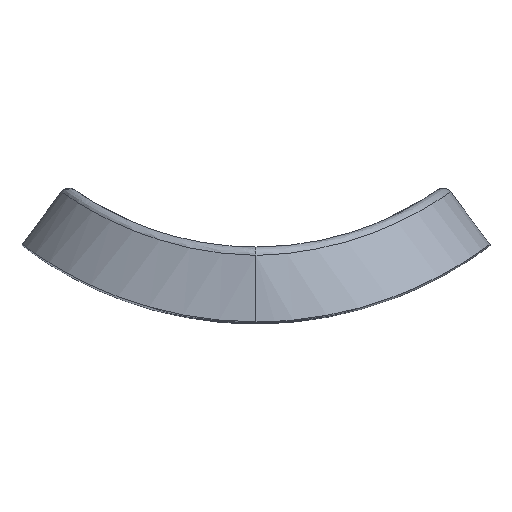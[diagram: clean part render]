
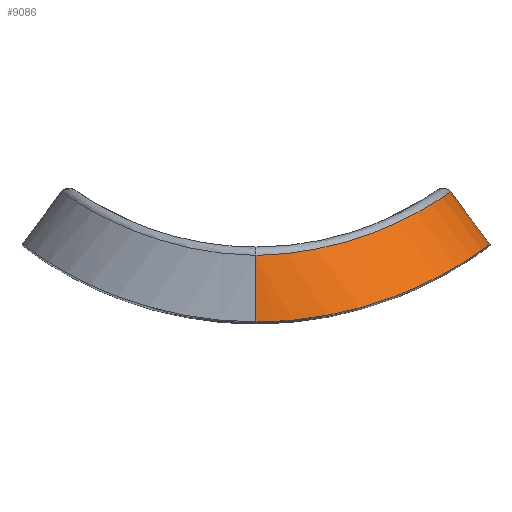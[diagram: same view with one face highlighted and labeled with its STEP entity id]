
A CAD part, top view. The second image highlights one B-rep face of the part: STEP entity #9086.
In plain terms, the highlighted cylindrical face has radius 12.5 mm (diameter 25 mm), a partial arc.
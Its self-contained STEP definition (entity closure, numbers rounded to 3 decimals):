
#104 = CARTESIAN_POINT ( 'NONE',  ( 1.866, 3.673, 30.946 ) ) ;
#118 = DIRECTION ( 'NONE',  ( 0.8, 0.6, 0. ) ) ;
#557 = CARTESIAN_POINT ( 'NONE',  ( 9.934, 6.652, 22.723 ) ) ;
#609 = CARTESIAN_POINT ( 'NONE',  ( 7.896, 5.476, 27.012 ) ) ;
#737 = CARTESIAN_POINT ( 'NONE',  ( 11.372, 3.371, 24.767 ) ) ;
#945 = VECTOR ( 'NONE', #7323, 1000. ) ;
#1175 = CARTESIAN_POINT ( 'NONE',  ( 0., 3.551, 31.317 ) ) ;
#1264 = CARTESIAN_POINT ( 'NONE',  ( 1.496, 3.633, 31.04 ) ) ;
#1281 = CARTESIAN_POINT ( 'NONE',  ( -10.004, 13.356, 19. ) ) ;
#1720 = CARTESIAN_POINT ( 'NONE',  ( 9.21, 6.191, 24.829 ) ) ;
#1745 = EDGE_CURVE ( 'NONE', #9822, #10054, #7247, .T. ) ;
#1747 = CARTESIAN_POINT ( 'NONE',  ( 8.526, 1.82, 28.684 ) ) ;
#1890 = CARTESIAN_POINT ( 'NONE',  ( 4.202, 0.424, 30.971 ) ) ;
#2970 = CARTESIAN_POINT ( 'NONE',  ( 7.563, 1.416, 29.43 ) ) ;
#3026 = CARTESIAN_POINT ( 'NONE',  ( 12.22, 3.956, 21.958 ) ) ;
#3380 = CARTESIAN_POINT ( 'NONE',  ( 5.572, 4.505, 29.272 ) ) ;
#3978 = CARTESIAN_POINT ( 'NONE',  ( 12.5, 4.163, 19. ) ) ;
#4174 = CARTESIAN_POINT ( 'NONE',  ( 12.133, 3.893, 22.371 ) ) ;
#4399 = CARTESIAN_POINT ( 'NONE',  ( 0., 0., 31.5 ) ) ;
#4552 = ORIENTED_EDGE ( 'NONE', *, *, #1745, .F. ) ;
#4730 = CARTESIAN_POINT ( 'NONE',  ( 10.397, 6.97, 19. ) ) ;
#4749 = CARTESIAN_POINT ( 'NONE',  ( 0.753, 3.575, 31.199 ) ) ;
#5051 = CARTESIAN_POINT ( 'NONE',  ( 10.341, 6.929, 20.516 ) ) ;
#5105 = CARTESIAN_POINT ( 'NONE',  ( 12.5, 4.163, 19. ) ) ;
#5132 = CARTESIAN_POINT ( 'NONE',  ( 0.861, 0., 31.5 ) ) ;
#5206 = CARTESIAN_POINT ( 'NONE',  ( 0., 3.551, 31.317 ) ) ;
#5225 = CARTESIAN_POINT ( 'NONE',  ( 11.796, 3.657, 23.593 ) ) ;
#6215 = CARTESIAN_POINT ( 'NONE',  ( 9.834, 6.586, 23.087 ) ) ;
#6262 = CARTESIAN_POINT ( 'NONE',  ( 10.397, 6.97, 19.764 ) ) ;
#6297 = CARTESIAN_POINT ( 'NONE',  ( 8.824, 1.956, 28.413 ) ) ;
#6322 = CARTESIAN_POINT ( 'NONE',  ( 10.173, 6.813, 21.626 ) ) ;
#6357 = CARTESIAN_POINT ( 'NONE',  ( 12.43, 4.109, 20.709 ) ) ;
#6515 = CARTESIAN_POINT ( 'NONE',  ( 10.383, 2.767, 26.553 ) ) ;
#6901 = EDGE_CURVE ( 'NONE', #14524, #14056, #10557, .T. ) ;
#6976 = ORIENTED_EDGE ( 'NONE', *, *, #7824, .F. ) ;
#7033 = CARTESIAN_POINT ( 'NONE',  ( 2.949, 3.824, 30.621 ) ) ;
#7247 =( BOUNDED_CURVE ( )  B_SPLINE_CURVE ( 3, ( #10500, #9354, #8140, #1175 ),
 .UNSPECIFIED., .F., .F. ) 
 B_SPLINE_CURVE_WITH_KNOTS ( ( 4, 4 ),
 ( 4.712, 4.884 ),
 .UNSPECIFIED. ) 
 CURVE ( )  GEOMETRIC_REPRESENTATION_ITEM ( )  RATIONAL_B_SPLINE_CURVE ( ( 1., 0.998, 0.998, 1. ) ) 
 REPRESENTATION_ITEM ( '' )  );
#7323 = DIRECTION ( 'NONE',  ( 0.6, -0.8, 0. ) ) ;
#7406 = CARTESIAN_POINT ( 'NONE',  ( 8.113, 5.586, 26.715 ) ) ;
#7410 = EDGE_LOOP ( 'NONE', ( #11497, #14816, #4552, #6976 ) ) ;
#7564 = CARTESIAN_POINT ( 'NONE',  ( 8.7, 5.9, 25.793 ) ) ;
#7824 = EDGE_CURVE ( 'NONE', #14056, #9822, #10087, .T. ) ;
#7969 = CARTESIAN_POINT ( 'NONE',  ( 6.7, 4.926, 28.362 ) ) ;
#8129 = EDGE_CURVE ( 'NONE', #14524, #10054, #14528, .T. ) ;
#8140 = CARTESIAN_POINT ( 'NONE',  ( 0., 2.378, 31.439 ) ) ;
#8488 = CARTESIAN_POINT ( 'NONE',  ( 8.515, 5.797, 26.106 ) ) ;
#8525 = CARTESIAN_POINT ( 'NONE',  ( 0., 3.551, 31.317 ) ) ;
#8700 = CARTESIAN_POINT ( 'NONE',  ( 9.493, 6.366, 24.152 ) ) ;
#8791 = CARTESIAN_POINT ( 'NONE',  ( 11.921, 3.743, 23.189 ) ) ;
#8888 = CARTESIAN_POINT ( 'NONE',  ( 4.606, 0.511, 30.852 ) ) ;
#9086 = ADVANCED_FACE ( 'NONE', ( #11644 ), #9846, .T. ) ;
#9354 = CARTESIAN_POINT ( 'NONE',  ( 0., 1.191, 31.5 ) ) ;
#9820 = CARTESIAN_POINT ( 'NONE',  ( 7.897, 1.55, 29.192 ) ) ;
#9822 = VERTEX_POINT ( 'NONE', #4399 ) ;
#9846 = CYLINDRICAL_SURFACE ( 'NONE', #14477, 12.5 ) ;
#9875 = CARTESIAN_POINT ( 'NONE',  ( 12.5, 4.163, 19.862 ) ) ;
#9929 = CARTESIAN_POINT ( 'NONE',  ( 11.022, 3.145, 25.507 ) ) ;
#10033 = CARTESIAN_POINT ( 'NONE',  ( 10.149, 2.635, 26.893 ) ) ;
#10054 = VERTEX_POINT ( 'NONE', #5206 ) ;
#10087 = B_SPLINE_CURVE_WITH_KNOTS ( 'NONE', 3,
 ( #3978, #9875, #6357, #3026, #4174, #8791, #5225, #737, #9929, #6515, #10033, #14568, #12281, #6297, #1747, #9820, #2970, #13445, #11089, #8888, #1890, #10933, #14462, #12084, #5132, #13241 ),
 .UNSPECIFIED., .F., .F.,
 ( 4, 2, 2, 2, 2, 2, 2, 2, 2, 2, 2, 2, 4 ),
 ( 0., 0.003, 0.004, 0.005, 0.008, 0.009, 0.01, 0.011, 0.013, 0.015, 0.017, 0.018, 0.02 ),
 .UNSPECIFIED. ) ;
#10500 = CARTESIAN_POINT ( 'NONE',  ( 0., 0., 31.5 ) ) ;
#10557 = LINE ( 'NONE', #10759, #945 ) ;
#10759 = CARTESIAN_POINT ( 'NONE',  ( 12.5, 4.163, 19. ) ) ;
#10933 = CARTESIAN_POINT ( 'NONE',  ( 3.38, 0.271, 31.173 ) ) ;
#11089 = CARTESIAN_POINT ( 'NONE',  ( 5.781, 0.801, 30.437 ) ) ;
#11495 = CARTESIAN_POINT ( 'NONE',  ( 4.947, 4.303, 29.677 ) ) ;
#11497 = ORIENTED_EDGE ( 'NONE', *, *, #6901, .F. ) ;
#11644 = FACE_OUTER_BOUND ( 'NONE', #7410, .T. ) ;
#11650 = CARTESIAN_POINT ( 'NONE',  ( 3.638, 3.964, 30.349 ) ) ;
#11750 = DIRECTION ( 'NONE',  ( 0.6, -0.8, 0. ) ) ;
#12084 = CARTESIAN_POINT ( 'NONE',  ( 1.711, 0.053, 31.443 ) ) ;
#12160 = CARTESIAN_POINT ( 'NONE',  ( 10.397, 6.97, 19. ) ) ;
#12281 = CARTESIAN_POINT ( 'NONE',  ( 9.386, 2.229, 27.839 ) ) ;
#13241 = CARTESIAN_POINT ( 'NONE',  ( 0., 0., 31.5 ) ) ;
#13445 = CARTESIAN_POINT ( 'NONE',  ( 6.52, 1.032, 30.085 ) ) ;
#13464 = CARTESIAN_POINT ( 'NONE',  ( 7.209, 5.147, 27.854 ) ) ;
#14056 = VERTEX_POINT ( 'NONE', #5105 ) ;
#14123 = CARTESIAN_POINT ( 'NONE',  ( 0.378, 3.557, 31.264 ) ) ;
#14462 = CARTESIAN_POINT ( 'NONE',  ( 2.965, 0.208, 31.254 ) ) ;
#14477 = AXIS2_PLACEMENT_3D ( 'NONE', #1281, #11750, #118 ) ;
#14485 = CARTESIAN_POINT ( 'NONE',  ( 10.103, 6.765, 21.994 ) ) ;
#14524 = VERTEX_POINT ( 'NONE', #4730 ) ;
#14528 = B_SPLINE_CURVE_WITH_KNOTS ( 'NONE', 3,
 ( #12160, #6262, #5051, #6322, #14485, #557, #6215, #8700, #1720, #7564, #8488, #7406, #609, #13464, #7969, #3380, #11495, #11650, #7033, #104, #1264, #4749, #14123, #8525 ),
 .UNSPECIFIED., .F., .F.,
 ( 4, 2, 2, 2, 2, 2, 2, 2, 2, 2, 2, 4 ),
 ( 0., 0.002, 0.003, 0.005, 0.007, 0.008, 0.009, 0.011, 0.014, 0.016, 0.017, 0.018 ),
 .UNSPECIFIED. ) ;
#14568 = CARTESIAN_POINT ( 'NONE',  ( 9.651, 2.366, 27.535 ) ) ;
#14816 = ORIENTED_EDGE ( 'NONE', *, *, #8129, .T. ) ;
